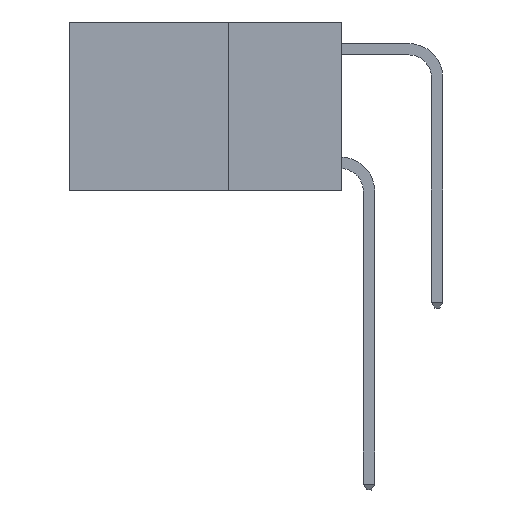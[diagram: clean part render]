
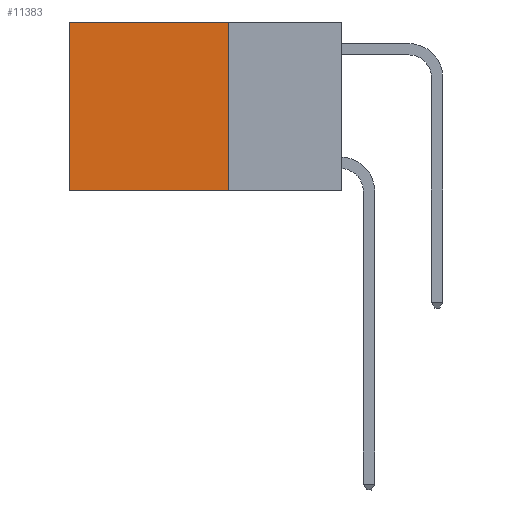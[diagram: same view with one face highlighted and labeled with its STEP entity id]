
A CAD part, left-side view. The second image highlights one B-rep face of the part: STEP entity #11383.
In plain terms, the highlighted planar face has unit normal (-1, 0, 0).
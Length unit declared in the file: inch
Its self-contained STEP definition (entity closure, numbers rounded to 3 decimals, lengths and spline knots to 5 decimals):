
#936 = LINE ( 'NONE', #11892, #1959 ) ;
#1194 = CARTESIAN_POINT ( 'NONE',  ( 0.2625, 0.25, 0. ) ) ;
#1236 = EDGE_CURVE ( 'NONE', #5856, #2553, #7270, .T. ) ;
#1605 = ORIENTED_EDGE ( 'NONE', *, *, #4598, .T. ) ;
#1959 = VECTOR ( 'NONE', #12044, 39.37008 ) ;
#2006 = VECTOR ( 'NONE', #11319, 39.37008 ) ;
#2102 = CARTESIAN_POINT ( 'NONE',  ( 0.2625, 0.25, -0.37 ) ) ;
#2500 = VECTOR ( 'NONE', #8168, 39.37008 ) ;
#2553 = VERTEX_POINT ( 'NONE', #2614 ) ;
#2576 = VERTEX_POINT ( 'NONE', #8683 ) ;
#2614 = CARTESIAN_POINT ( 'NONE',  ( 0.2625, 0.6, -0.37 ) ) ;
#3086 = DIRECTION ( 'NONE',  ( 1., 0., 0. ) ) ;
#3102 = LINE ( 'NONE', #1194, #2006 ) ;
#3115 = LINE ( 'NONE', #7278, #3938 ) ;
#3938 = VECTOR ( 'NONE', #5131, 39.37008 ) ;
#4045 = PLANE ( 'NONE',  #8899 ) ;
#4103 = CARTESIAN_POINT ( 'NONE',  ( 0.2625, 0.25, 0. ) ) ;
#4598 = EDGE_CURVE ( 'NONE', #2576, #9275, #936, .T. ) ;
#5020 = EDGE_LOOP ( 'NONE', ( #12424, #11139, #5965, #1605 ) ) ;
#5131 = DIRECTION ( 'NONE',  ( 0., 0., -1. ) ) ;
#5856 = VERTEX_POINT ( 'NONE', #9847 ) ;
#5965 = ORIENTED_EDGE ( 'NONE', *, *, #11034, .F. ) ;
#6049 = DIRECTION ( 'NONE',  ( 0., 0., -1. ) ) ;
#7270 = LINE ( 'NONE', #2102, #2500 ) ;
#7278 = CARTESIAN_POINT ( 'NONE',  ( 0.2625, 0.6, 0. ) ) ;
#7320 = FACE_OUTER_BOUND ( 'NONE', #5020, .T. ) ;
#8115 = EDGE_CURVE ( 'NONE', #9275, #2553, #3115, .T. ) ;
#8168 = DIRECTION ( 'NONE',  ( 0., 1., 0. ) ) ;
#8683 = CARTESIAN_POINT ( 'NONE',  ( 0.2625, 0.25, 0. ) ) ;
#8899 = AXIS2_PLACEMENT_3D ( 'NONE', #4103, #3086, #6049 ) ;
#9275 = VERTEX_POINT ( 'NONE', #12530 ) ;
#9847 = CARTESIAN_POINT ( 'NONE',  ( 0.2625, 0.25, -0.37 ) ) ;
#11034 = EDGE_CURVE ( 'NONE', #2576, #5856, #3102, .T. ) ;
#11139 = ORIENTED_EDGE ( 'NONE', *, *, #1236, .F. ) ;
#11319 = DIRECTION ( 'NONE',  ( 0., 0., -1. ) ) ;
#11383 = ADVANCED_FACE ( 'NONE', ( #7320 ), #4045, .F. ) ;
#11892 = CARTESIAN_POINT ( 'NONE',  ( 0.2625, 0.25, 0. ) ) ;
#12044 = DIRECTION ( 'NONE',  ( 0., 1., 0. ) ) ;
#12424 = ORIENTED_EDGE ( 'NONE', *, *, #8115, .T. ) ;
#12530 = CARTESIAN_POINT ( 'NONE',  ( 0.2625, 0.6, 0. ) ) ;
